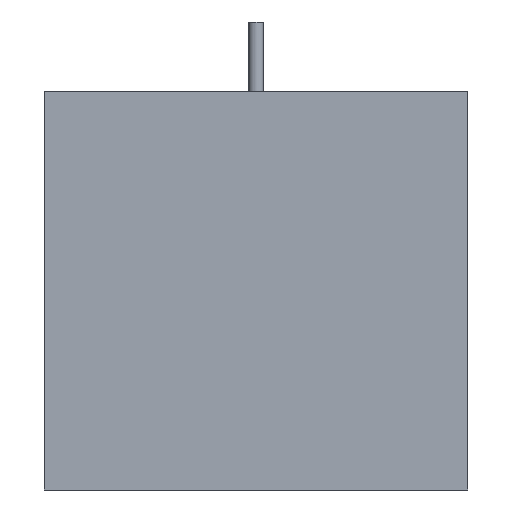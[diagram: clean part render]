
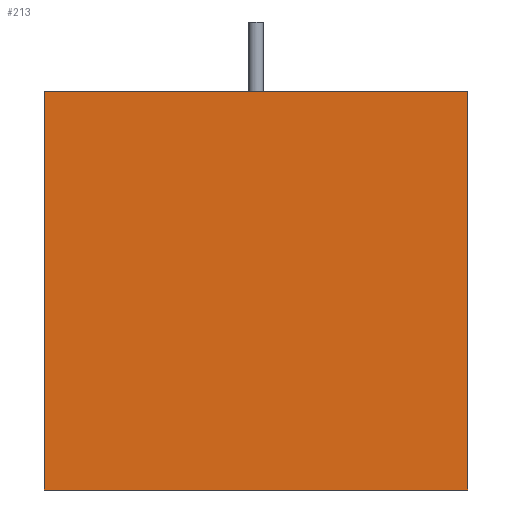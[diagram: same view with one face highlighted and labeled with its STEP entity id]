
A CAD part, front view. The second image highlights one B-rep face of the part: STEP entity #213.
In plain terms, the highlighted planar face has unit normal (0, -1, 0).
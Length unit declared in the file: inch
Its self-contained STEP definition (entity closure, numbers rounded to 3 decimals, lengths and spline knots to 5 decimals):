
#5 = ORIENTED_EDGE ( 'NONE', *, *, #124, .T. ) ;
#6 = VERTEX_POINT ( 'NONE', #177 ) ;
#10 = DIRECTION ( 'NONE',  ( 0., -1., 0. ) ) ;
#11 = LINE ( 'NONE', #13, #162 ) ;
#13 = CARTESIAN_POINT ( 'NONE',  ( -1.67323, -1.02362, -3.14961 ) ) ;
#17 = DIRECTION ( 'NONE',  ( 1., 0., 0. ) ) ;
#26 = AXIS2_PLACEMENT_3D ( 'NONE', #301, #10, #35 ) ;
#35 = DIRECTION ( 'NONE',  ( 1., 0., 0. ) ) ;
#44 = PLANE ( 'NONE',  #26 ) ;
#57 = DIRECTION ( 'NONE',  ( 0., 0., 1. ) ) ;
#60 = EDGE_CURVE ( 'NONE', #80, #227, #238, .T. ) ;
#67 = CARTESIAN_POINT ( 'NONE',  ( 1.67323, -1.02362, -3.14961 ) ) ;
#79 = VERTEX_POINT ( 'NONE', #220 ) ;
#80 = VERTEX_POINT ( 'NONE', #170 ) ;
#83 = CARTESIAN_POINT ( 'NONE',  ( 1.67323, -1.02362, 0. ) ) ;
#98 = CARTESIAN_POINT ( 'NONE',  ( 1.67323, -1.02362, -3.14961 ) ) ;
#110 = VECTOR ( 'NONE', #17, 39.37008 ) ;
#119 = DIRECTION ( 'NONE',  ( 1., 0., 0. ) ) ;
#124 = EDGE_CURVE ( 'NONE', #6, #79, #320, .T. ) ;
#127 = ORIENTED_EDGE ( 'NONE', *, *, #60, .F. ) ;
#128 = VECTOR ( 'NONE', #174, 39.37008 ) ;
#141 = VECTOR ( 'NONE', #119, 39.37008 ) ;
#154 = ORIENTED_EDGE ( 'NONE', *, *, #265, .F. ) ;
#156 = EDGE_LOOP ( 'NONE', ( #127, #154, #5, #202 ) ) ;
#162 = VECTOR ( 'NONE', #57, 39.37008 ) ;
#165 = EDGE_CURVE ( 'NONE', #79, #227, #263, .T. ) ;
#170 = CARTESIAN_POINT ( 'NONE',  ( -1.67323, -1.02362, 0. ) ) ;
#174 = DIRECTION ( 'NONE',  ( 0., 0., 1. ) ) ;
#177 = CARTESIAN_POINT ( 'NONE',  ( -1.67323, -1.02362, -3.14961 ) ) ;
#202 = ORIENTED_EDGE ( 'NONE', *, *, #165, .T. ) ;
#213 = ADVANCED_FACE ( 'NONE', ( #259 ), #44, .T. ) ;
#220 = CARTESIAN_POINT ( 'NONE',  ( 1.67323, -1.02362, -3.14961 ) ) ;
#227 = VERTEX_POINT ( 'NONE', #83 ) ;
#238 = LINE ( 'NONE', #256, #141 ) ;
#256 = CARTESIAN_POINT ( 'NONE',  ( 1.67323, -1.02362, 0. ) ) ;
#259 = FACE_OUTER_BOUND ( 'NONE', #156, .T. ) ;
#263 = LINE ( 'NONE', #67, #128 ) ;
#265 = EDGE_CURVE ( 'NONE', #6, #80, #11, .T. ) ;
#301 = CARTESIAN_POINT ( 'NONE',  ( 1.67323, -1.02362, -3.14961 ) ) ;
#320 = LINE ( 'NONE', #98, #110 ) ;
